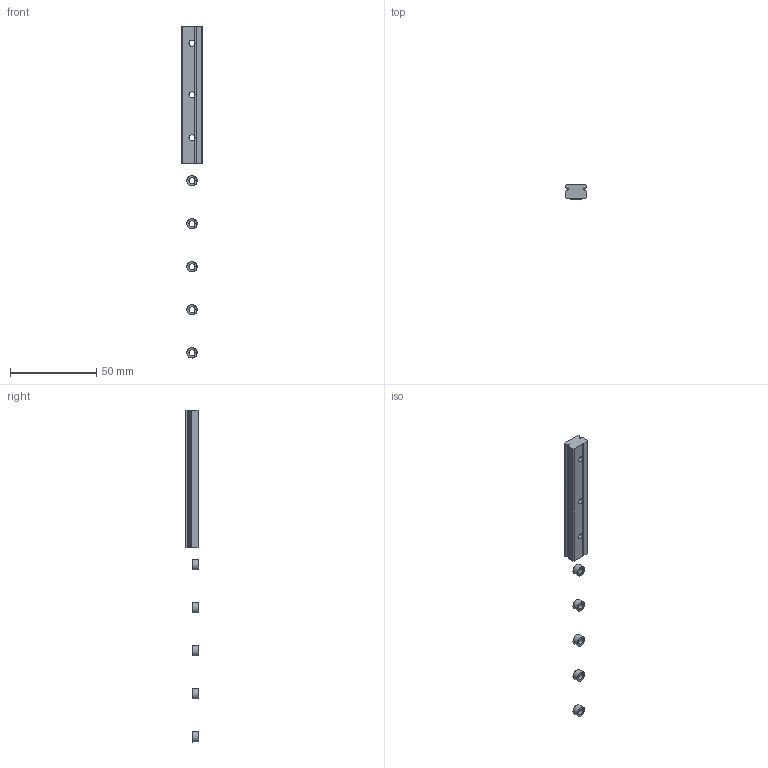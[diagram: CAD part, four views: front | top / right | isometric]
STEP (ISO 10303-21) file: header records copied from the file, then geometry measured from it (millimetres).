
FILE_DESCRIPTION(/* description */ (''),/* implementation_level */ '2;1');
FILE_NAME(/* name */ '00_MGN12 LINEAR GUIDE RAIL, CONFIGURABLE.ipt.step',/* time_stamp */ '2022-11-29T07:44:09+01:00',/* author */ ('diederichbenedict'),/* organization */ (''),/* preprocessor_version */ 'ST-DEVELOPER v18.1',/* originating_system */ 'Autodesk Inventor 2022',/* authorisation */ '');
FILE_SCHEMA (('AUTOMOTIVE_DESIGN { 1 0 10303 214 3 1 1 }'));
Length unit declared in the file: millimetre
Products named in the file (1): 00_MGN12 LINEAR GUIDE RAIL, CONFIGURABLE
Bounding box: 11.96 x 8 x 193 mm (x, y, z)
Volume: 7105.7 mm3; surface area: 4601 mm2
Topology: 6 solids, 6 shells, 75 faces, 204 edges, 136 vertices
Faces by surface type: cylinder 38, plane 37
Full cylindrical faces by diameter (mm): 3.5 x8, 6 x8
Entity records: 2804 total; most frequent: CARTESIAN_POINT 700, DIRECTION 440, ORIENTED_EDGE 408, EDGE_CURVE 204, AXIS2_PLACEMENT_3D 169, VERTEX_POINT 136, LINE 102, VECTOR 102
